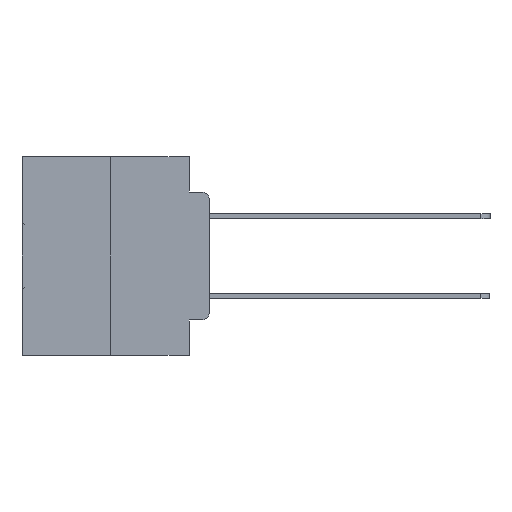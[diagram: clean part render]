
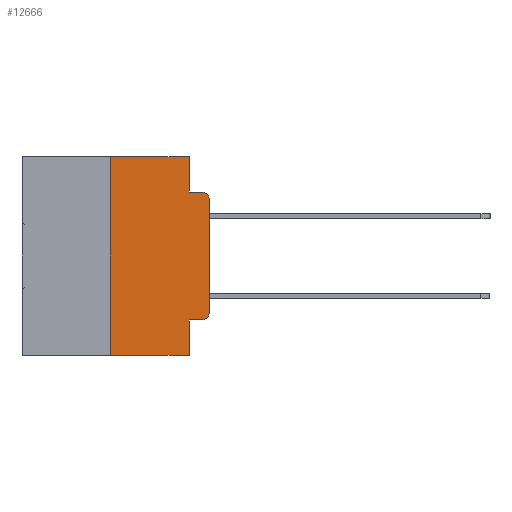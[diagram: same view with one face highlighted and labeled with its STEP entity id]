
A CAD part, left-side view. The second image highlights one B-rep face of the part: STEP entity #12666.
In plain terms, the highlighted planar face has unit normal (-1, 0, 0).
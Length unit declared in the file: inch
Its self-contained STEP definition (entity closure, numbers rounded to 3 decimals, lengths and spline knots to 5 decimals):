
#126 = ORIENTED_EDGE ( 'NONE', *, *, #10990, .T. ) ;
#916 = AXIS2_PLACEMENT_3D ( 'NONE', #1805, #4488, #22595 ) ;
#1578 = VERTEX_POINT ( 'NONE', #31543 ) ;
#1629 = DIRECTION ( 'NONE',  ( 0., -1., 0. ) ) ;
#1805 = CARTESIAN_POINT ( 'NONE',  ( 0., 0.473, 0. ) ) ;
#2702 = DIRECTION ( 'NONE',  ( 0., 0., 1. ) ) ;
#3046 = ORIENTED_EDGE ( 'NONE', *, *, #5445, .T. ) ;
#3075 = LINE ( 'NONE', #26872, #10897 ) ;
#3277 = CARTESIAN_POINT ( 'NONE',  ( 0., 0.051, 0. ) ) ;
#3901 = CARTESIAN_POINT ( 'NONE',  ( 0., 0.473, 0. ) ) ;
#4476 = CARTESIAN_POINT ( 'NONE',  ( 0., 0., -0.1085 ) ) ;
#4488 = DIRECTION ( 'NONE',  ( 1., 0., 0. ) ) ;
#5445 = EDGE_CURVE ( 'NONE', #1578, #28764, #12717, .T. ) ;
#5588 = LINE ( 'NONE', #15107, #10913 ) ;
#6522 = VERTEX_POINT ( 'NONE', #15380 ) ;
#6760 = VERTEX_POINT ( 'NONE', #3277 ) ;
#7110 = EDGE_CURVE ( 'NONE', #28764, #19608, #5588, .T. ) ;
#7437 = VERTEX_POINT ( 'NONE', #29144 ) ;
#7712 = DIRECTION ( 'NONE',  ( 0., 0., -1. ) ) ;
#8385 = ORIENTED_EDGE ( 'NONE', *, *, #13931, .F. ) ;
#8896 = LINE ( 'NONE', #15720, #21832 ) ;
#9510 = FACE_OUTER_BOUND ( 'NONE', #31239, .T. ) ;
#9927 = DIRECTION ( 'NONE',  ( 0., 0., 1. ) ) ;
#10542 = CARTESIAN_POINT ( 'NONE',  ( 0., 0.051, -0.5 ) ) ;
#10653 = VECTOR ( 'NONE', #1629, 39.37008 ) ;
#10897 = VECTOR ( 'NONE', #19163, 39.37008 ) ;
#10913 = VECTOR ( 'NONE', #9927, 39.37008 ) ;
#10990 = EDGE_CURVE ( 'NONE', #19608, #7437, #27491, .T. ) ;
#11041 = LINE ( 'NONE', #25749, #23916 ) ;
#11553 = EDGE_CURVE ( 'NONE', #6522, #24193, #8896, .T. ) ;
#12450 = ORIENTED_EDGE ( 'NONE', *, *, #7110, .T. ) ;
#12507 = EDGE_CURVE ( 'NONE', #24193, #6760, #12766, .T. ) ;
#12666 = ADVANCED_FACE ( 'NONE', ( #9510 ), #20038, .F. ) ;
#12717 = CIRCLE ( 'NONE', #18263, 0.02 ) ;
#12766 = LINE ( 'NONE', #3901, #33215 ) ;
#13615 = AXIS2_PLACEMENT_3D ( 'NONE', #29013, #13619, #31590 ) ;
#13619 = DIRECTION ( 'NONE',  ( -1., 0., 0. ) ) ;
#13731 = EDGE_CURVE ( 'NONE', #30539, #1578, #16742, .T. ) ;
#13931 = EDGE_CURVE ( 'NONE', #30539, #19181, #11041, .T. ) ;
#14480 = EDGE_CURVE ( 'NONE', #6522, #19181, #21484, .T. ) ;
#14650 = VECTOR ( 'NONE', #30354, 39.37008 ) ;
#15107 = CARTESIAN_POINT ( 'NONE',  ( 0., 0., 0. ) ) ;
#15380 = CARTESIAN_POINT ( 'NONE',  ( 0., 0.25, -0.5 ) ) ;
#15672 = ORIENTED_EDGE ( 'NONE', *, *, #28221, .F. ) ;
#15720 = CARTESIAN_POINT ( 'NONE',  ( 0., 0.25, 0. ) ) ;
#16221 = CARTESIAN_POINT ( 'NONE',  ( 0., 0., -0.3915 ) ) ;
#16595 = CARTESIAN_POINT ( 'NONE',  ( 0., 0.25, 0. ) ) ;
#16610 = LINE ( 'NONE', #24440, #29448 ) ;
#16742 = LINE ( 'NONE', #27449, #10653 ) ;
#17555 = CARTESIAN_POINT ( 'NONE',  ( 0., 0.473, -0.5 ) ) ;
#18263 = AXIS2_PLACEMENT_3D ( 'NONE', #24890, #24779, #22764 ) ;
#19154 = VERTEX_POINT ( 'NONE', #22183 ) ;
#19163 = DIRECTION ( 'NONE',  ( 0., 0., -1. ) ) ;
#19181 = VERTEX_POINT ( 'NONE', #10542 ) ;
#19608 = VERTEX_POINT ( 'NONE', #4476 ) ;
#19756 = ORIENTED_EDGE ( 'NONE', *, *, #14480, .T. ) ;
#20038 = PLANE ( 'NONE',  #916 ) ;
#21484 = LINE ( 'NONE', #17555, #14650 ) ;
#21832 = VECTOR ( 'NONE', #2702, 39.37008 ) ;
#22048 = DIRECTION ( 'NONE',  ( 0., -1., 0. ) ) ;
#22183 = CARTESIAN_POINT ( 'NONE',  ( 0., 0.051, -0.0885 ) ) ;
#22595 = DIRECTION ( 'NONE',  ( 0., 0., -1. ) ) ;
#22764 = DIRECTION ( 'NONE',  ( 0., 0., -1. ) ) ;
#22949 = ORIENTED_EDGE ( 'NONE', *, *, #13731, .T. ) ;
#23318 = ORIENTED_EDGE ( 'NONE', *, *, #28872, .F. ) ;
#23916 = VECTOR ( 'NONE', #7712, 39.37008 ) ;
#24193 = VERTEX_POINT ( 'NONE', #16595 ) ;
#24440 = CARTESIAN_POINT ( 'NONE',  ( 0., 0.051, -0.0885 ) ) ;
#24779 = DIRECTION ( 'NONE',  ( -1., 0., 0. ) ) ;
#24890 = CARTESIAN_POINT ( 'NONE',  ( 0., 0.02, -0.3915 ) ) ;
#25749 = CARTESIAN_POINT ( 'NONE',  ( 0., 0.051, 0. ) ) ;
#26872 = CARTESIAN_POINT ( 'NONE',  ( 0., 0.051, 0. ) ) ;
#27018 = DIRECTION ( 'NONE',  ( 0., -1., 0. ) ) ;
#27449 = CARTESIAN_POINT ( 'NONE',  ( 0., 0.051, -0.4115 ) ) ;
#27491 = CIRCLE ( 'NONE', #13615, 0.02 ) ;
#28221 = EDGE_CURVE ( 'NONE', #19154, #7437, #16610, .T. ) ;
#28764 = VERTEX_POINT ( 'NONE', #16221 ) ;
#28872 = EDGE_CURVE ( 'NONE', #6760, #19154, #3075, .T. ) ;
#29013 = CARTESIAN_POINT ( 'NONE',  ( 0., 0.02, -0.1085 ) ) ;
#29144 = CARTESIAN_POINT ( 'NONE',  ( 0., 0.02, -0.0885 ) ) ;
#29448 = VECTOR ( 'NONE', #27018, 39.37008 ) ;
#30177 = ORIENTED_EDGE ( 'NONE', *, *, #12507, .F. ) ;
#30354 = DIRECTION ( 'NONE',  ( 0., -1., 0. ) ) ;
#30366 = CARTESIAN_POINT ( 'NONE',  ( 0., 0.051, -0.4115 ) ) ;
#30539 = VERTEX_POINT ( 'NONE', #30366 ) ;
#31239 = EDGE_LOOP ( 'NONE', ( #12450, #126, #15672, #23318, #30177, #31762, #19756, #8385, #22949, #3046 ) ) ;
#31543 = CARTESIAN_POINT ( 'NONE',  ( 0., 0.02, -0.4115 ) ) ;
#31590 = DIRECTION ( 'NONE',  ( 0., 0., -1. ) ) ;
#31762 = ORIENTED_EDGE ( 'NONE', *, *, #11553, .F. ) ;
#33215 = VECTOR ( 'NONE', #22048, 39.37008 ) ;
